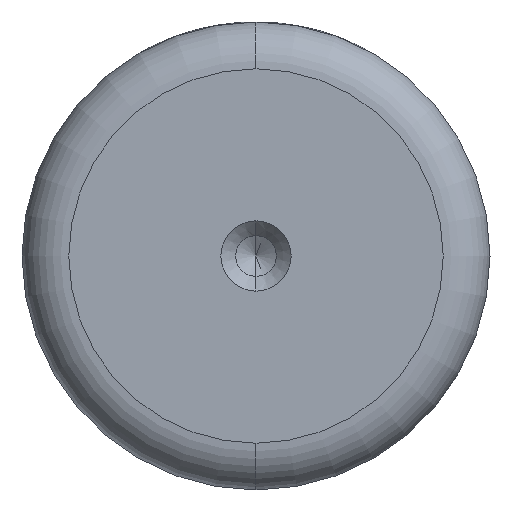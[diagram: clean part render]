
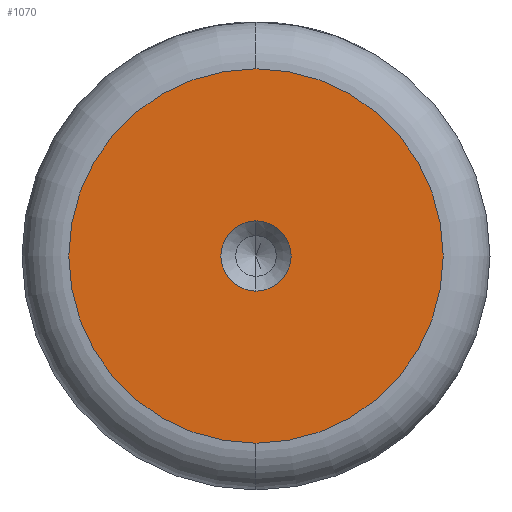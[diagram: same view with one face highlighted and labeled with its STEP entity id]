
A CAD part, left-side view. The second image highlights one B-rep face of the part: STEP entity #1070.
In plain terms, the highlighted planar face has unit normal (-1, 0, 0).
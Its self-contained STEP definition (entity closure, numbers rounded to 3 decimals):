
#22 = AXIS2_PLACEMENT_3D ( 'NONE', #724, #46, #823 ) ;
#33 = CARTESIAN_POINT ( 'NONE',  ( 0., 0., -2.25 ) ) ;
#45 = FACE_BOUND ( 'NONE', #78, .T. ) ;
#46 = DIRECTION ( 'NONE',  ( -1., 0., 0. ) ) ;
#59 = VERTEX_POINT ( 'NONE', #416 ) ;
#78 = EDGE_LOOP ( 'NONE', ( #181, #1139 ) ) ;
#89 = VERTEX_POINT ( 'NONE', #686 ) ;
#143 = CIRCLE ( 'NONE', #1361, 12. ) ;
#170 = CARTESIAN_POINT ( 'NONE',  ( 0., 0., 0. ) ) ;
#181 = ORIENTED_EDGE ( 'NONE', *, *, #1279, .F. ) ;
#186 = EDGE_CURVE ( 'NONE', #89, #59, #456, .T. ) ;
#192 = CIRCLE ( 'NONE', #1391, 2.25 ) ;
#229 = EDGE_CURVE ( 'NONE', #1050, #807, #323, .T. ) ;
#291 = DIRECTION ( 'NONE',  ( 0., 0., 1. ) ) ;
#297 = ORIENTED_EDGE ( 'NONE', *, *, #186, .T. ) ;
#323 = CIRCLE ( 'NONE', #22, 2.25 ) ;
#352 = EDGE_LOOP ( 'NONE', ( #598, #297 ) ) ;
#416 = CARTESIAN_POINT ( 'NONE',  ( 0., 0., 12. ) ) ;
#451 = FACE_OUTER_BOUND ( 'NONE', #352, .T. ) ;
#456 = CIRCLE ( 'NONE', #1225, 12. ) ;
#518 = DIRECTION ( 'NONE',  ( -1., 0., 0. ) ) ;
#525 = PLANE ( 'NONE',  #770 ) ;
#526 = DIRECTION ( 'NONE',  ( -1., 0., 0. ) ) ;
#553 = EDGE_CURVE ( 'NONE', #59, #89, #143, .T. ) ;
#598 = ORIENTED_EDGE ( 'NONE', *, *, #553, .T. ) ;
#625 = DIRECTION ( 'NONE',  ( 0., 0., 1. ) ) ;
#686 = CARTESIAN_POINT ( 'NONE',  ( 0., 0., -12. ) ) ;
#724 = CARTESIAN_POINT ( 'NONE',  ( 0., 0., 0. ) ) ;
#770 = AXIS2_PLACEMENT_3D ( 'NONE', #919, #1246, #625 ) ;
#807 = VERTEX_POINT ( 'NONE', #1301 ) ;
#823 = DIRECTION ( 'NONE',  ( 0., 0., 1. ) ) ;
#912 = DIRECTION ( 'NONE',  ( -1., 0., 0. ) ) ;
#919 = CARTESIAN_POINT ( 'NONE',  ( 0., 0., 0. ) ) ;
#1050 = VERTEX_POINT ( 'NONE', #33 ) ;
#1070 = ADVANCED_FACE ( 'NONE', ( #45, #451 ), #525, .T. ) ;
#1130 = CARTESIAN_POINT ( 'NONE',  ( 0., 0., 0. ) ) ;
#1138 = CARTESIAN_POINT ( 'NONE',  ( 0., 0., 0. ) ) ;
#1139 = ORIENTED_EDGE ( 'NONE', *, *, #229, .F. ) ;
#1225 = AXIS2_PLACEMENT_3D ( 'NONE', #170, #912, #291 ) ;
#1235 = DIRECTION ( 'NONE',  ( 0., 0., 1. ) ) ;
#1246 = DIRECTION ( 'NONE',  ( -1., 0., 0. ) ) ;
#1247 = DIRECTION ( 'NONE',  ( 0., 0., 1. ) ) ;
#1279 = EDGE_CURVE ( 'NONE', #807, #1050, #192, .T. ) ;
#1301 = CARTESIAN_POINT ( 'NONE',  ( 0., 0., 2.25 ) ) ;
#1361 = AXIS2_PLACEMENT_3D ( 'NONE', #1130, #518, #1235 ) ;
#1391 = AXIS2_PLACEMENT_3D ( 'NONE', #1138, #526, #1247 ) ;
